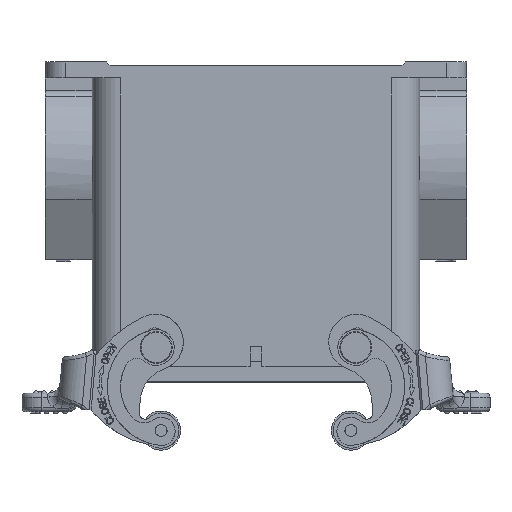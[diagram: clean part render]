
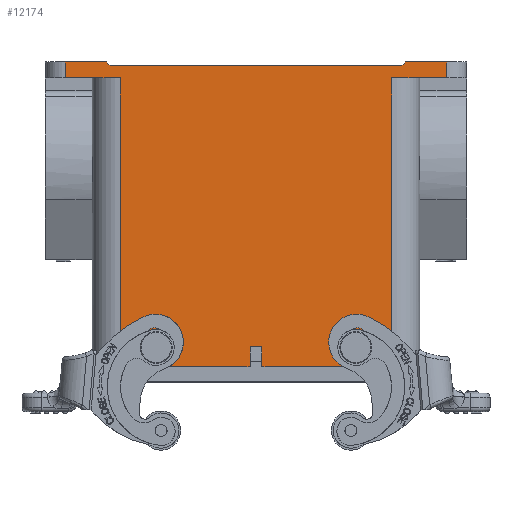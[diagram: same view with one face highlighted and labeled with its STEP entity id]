
A CAD part, front view. The second image highlights one B-rep face of the part: STEP entity #12174.
In plain terms, the highlighted planar face has unit normal (0, -1, 0).
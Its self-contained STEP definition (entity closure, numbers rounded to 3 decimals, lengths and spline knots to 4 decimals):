
#8591=FACE_BOUND('',#16108,.T.);
#8592=FACE_BOUND('',#16109,.T.);
#8593=FACE_BOUND('',#16110,.T.);
#11088=CIRCLE('',#37742,0.0906);
#11089=CIRCLE('',#37743,0.0906);
#11090=CIRCLE('',#37744,0.0906);
#11091=CIRCLE('',#37745,0.0906);
#12174=ADVANCED_FACE('',(#8591,#8592,#8593),#13575,.F.);
#13575=PLANE('',#37746);
#16108=EDGE_LOOP('',(#20000,#20001,#20002,#20003,#20004,#20005,#20006,#20007,
#20008,#20009,#20010,#20011,#20012,#20013,#20014,#20015));
#16109=EDGE_LOOP('',(#20016,#20017));
#16110=EDGE_LOOP('',(#20018,#20019));
#20000=ORIENTED_EDGE('',*,*,#30159,.F.);
#20001=ORIENTED_EDGE('',*,*,#30160,.F.);
#20002=ORIENTED_EDGE('',*,*,#30161,.F.);
#20003=ORIENTED_EDGE('',*,*,#30162,.F.);
#20004=ORIENTED_EDGE('',*,*,#30163,.F.);
#20005=ORIENTED_EDGE('',*,*,#30164,.T.);
#20006=ORIENTED_EDGE('',*,*,#30165,.F.);
#20007=ORIENTED_EDGE('',*,*,#30166,.T.);
#20008=ORIENTED_EDGE('',*,*,#30167,.T.);
#20009=ORIENTED_EDGE('',*,*,#30129,.T.);
#20010=ORIENTED_EDGE('',*,*,#30144,.T.);
#20011=ORIENTED_EDGE('',*,*,#30168,.T.);
#20012=ORIENTED_EDGE('',*,*,#30169,.T.);
#20013=ORIENTED_EDGE('',*,*,#30170,.T.);
#20014=ORIENTED_EDGE('',*,*,#30171,.T.);
#20015=ORIENTED_EDGE('',*,*,#30172,.T.);
#20016=ORIENTED_EDGE('',*,*,#30173,.T.);
#20017=ORIENTED_EDGE('',*,*,#30174,.T.);
#20018=ORIENTED_EDGE('',*,*,#30175,.T.);
#20019=ORIENTED_EDGE('',*,*,#30176,.T.);
#26879=VERTEX_POINT('',#53001);
#26880=VERTEX_POINT('',#53003);
#26889=VERTEX_POINT('',#53035);
#26895=VERTEX_POINT('',#53065);
#26896=VERTEX_POINT('',#53066);
#26897=VERTEX_POINT('',#53068);
#26898=VERTEX_POINT('',#53070);
#26899=VERTEX_POINT('',#53072);
#26900=VERTEX_POINT('',#53074);
#26901=VERTEX_POINT('',#53076);
#26902=VERTEX_POINT('',#53078);
#26903=VERTEX_POINT('',#53080);
#26904=VERTEX_POINT('',#53083);
#26905=VERTEX_POINT('',#53085);
#26906=VERTEX_POINT('',#53087);
#26907=VERTEX_POINT('',#53089);
#26908=VERTEX_POINT('',#53092);
#26909=VERTEX_POINT('',#53093);
#26910=VERTEX_POINT('',#53096);
#26911=VERTEX_POINT('',#53097);
#30129=EDGE_CURVE('',#26880,#26879,#33668,.T.);
#30144=EDGE_CURVE('',#26879,#26889,#33675,.T.);
#30159=EDGE_CURVE('',#26895,#26896,#33687,.T.);
#30160=EDGE_CURVE('',#26897,#26895,#33688,.T.);
#30161=EDGE_CURVE('',#26898,#26897,#33689,.T.);
#30162=EDGE_CURVE('',#26899,#26898,#33690,.T.);
#30163=EDGE_CURVE('',#26900,#26899,#33691,.T.);
#30164=EDGE_CURVE('',#26900,#26901,#33692,.T.);
#30165=EDGE_CURVE('',#26902,#26901,#33693,.T.);
#30166=EDGE_CURVE('',#26902,#26903,#33694,.T.);
#30167=EDGE_CURVE('',#26903,#26880,#33695,.T.);
#30168=EDGE_CURVE('',#26889,#26904,#33696,.T.);
#30169=EDGE_CURVE('',#26904,#26905,#33697,.T.);
#30170=EDGE_CURVE('',#26905,#26906,#33698,.T.);
#30171=EDGE_CURVE('',#26906,#26907,#33699,.T.);
#30172=EDGE_CURVE('',#26907,#26896,#33700,.T.);
#30173=EDGE_CURVE('',#26908,#26909,#11088,.T.);
#30174=EDGE_CURVE('',#26909,#26908,#11089,.T.);
#30175=EDGE_CURVE('',#26910,#26911,#11090,.T.);
#30176=EDGE_CURVE('',#26911,#26910,#11091,.T.);
#33668=LINE('',#53002,#35687);
#33675=LINE('',#53036,#35694);
#33687=LINE('',#53064,#35706);
#33688=LINE('',#53067,#35707);
#33689=LINE('',#53069,#35708);
#33690=LINE('',#53071,#35709);
#33691=LINE('',#53073,#35710);
#33692=LINE('',#53075,#35711);
#33693=LINE('',#53077,#35712);
#33694=LINE('',#53079,#35713);
#33695=LINE('',#53081,#35714);
#33696=LINE('',#53082,#35715);
#33697=LINE('',#53084,#35716);
#33698=LINE('',#53086,#35717);
#33699=LINE('',#53088,#35718);
#33700=LINE('',#53090,#35719);
#35687=VECTOR('',#41624,1.);
#35694=VECTOR('',#41653,1.);
#35706=VECTOR('',#41687,1.);
#35707=VECTOR('',#41688,1.);
#35708=VECTOR('',#41689,1.);
#35709=VECTOR('',#41690,1.);
#35710=VECTOR('',#41691,1.);
#35711=VECTOR('',#41692,1.);
#35712=VECTOR('',#41693,1.);
#35713=VECTOR('',#41694,1.);
#35714=VECTOR('',#41695,1.);
#35715=VECTOR('',#41696,1.);
#35716=VECTOR('',#41697,1.);
#35717=VECTOR('',#41698,1.);
#35718=VECTOR('',#41699,1.);
#35719=VECTOR('',#41700,1.);
#37742=AXIS2_PLACEMENT_3D('',#53091,#41701,#41702);
#37743=AXIS2_PLACEMENT_3D('',#53094,#41703,#41704);
#37744=AXIS2_PLACEMENT_3D('',#53095,#41705,#41706);
#37745=AXIS2_PLACEMENT_3D('',#53098,#41707,#41708);
#37746=AXIS2_PLACEMENT_3D('',#53099,#41709,#41710);
#41624=DIRECTION('',(1.,0.,0.));
#41653=DIRECTION('',(0.,0.,-1.));
#41687=DIRECTION('',(0.,0.,-1.));
#41688=DIRECTION('',(-1.,0.,0.));
#41689=DIRECTION('',(0.,0.,-1.));
#41690=DIRECTION('',(1.,0.,0.));
#41691=DIRECTION('',(0.707,0.,0.707));
#41692=DIRECTION('',(-1.,0.,0.));
#41693=DIRECTION('',(0.707,0.,-0.707));
#41694=DIRECTION('',(-1.,0.,0.));
#41695=DIRECTION('',(0.,0.,-1.));
#41696=DIRECTION('',(1.,0.,0.));
#41697=DIRECTION('',(0.,0.,1.));
#41698=DIRECTION('',(1.,0.,0.));
#41699=DIRECTION('',(0.,0.,-1.));
#41700=DIRECTION('',(1.,0.,0.));
#41701=DIRECTION('',(0.,1.,0.));
#41702=DIRECTION('',(0.,0.,1.));
#41703=DIRECTION('',(0.,1.,0.));
#41704=DIRECTION('',(0.,0.,1.));
#41705=DIRECTION('',(0.,1.,0.));
#41706=DIRECTION('',(0.,0.,1.));
#41707=DIRECTION('',(0.,1.,0.));
#41708=DIRECTION('',(0.,0.,1.));
#41709=DIRECTION('',(0.,1.,0.));
#41710=DIRECTION('',(0.,0.,1.));
#53001=CARTESIAN_POINT('',(0.748,-0.0098,-0.1575));
#53002=CARTESIAN_POINT('',(2.0866,-0.0098,-0.1575));
#53003=CARTESIAN_POINT('',(0.2067,-0.0098,-0.1575));
#53035=CARTESIAN_POINT('',(0.748,-0.0098,-3.0048));
#53036=CARTESIAN_POINT('',(0.748,-0.0098,-1.5024));
#53064=CARTESIAN_POINT('',(3.4252,-0.0098,-0.1575));
#53065=CARTESIAN_POINT('',(3.4252,-0.0098,-0.1575));
#53066=CARTESIAN_POINT('',(3.4252,-0.0098,-3.0048));
#53067=CARTESIAN_POINT('',(3.7992,-0.0098,-0.1575));
#53068=CARTESIAN_POINT('',(3.9665,-0.0098,-0.1575));
#53069=CARTESIAN_POINT('',(3.9665,-0.0098,0.));
#53070=CARTESIAN_POINT('',(3.9665,-0.0098,0.));
#53071=CARTESIAN_POINT('',(2.0866,-0.0098,0.));
#53072=CARTESIAN_POINT('',(3.563,-0.0098,0.));
#53073=CARTESIAN_POINT('',(2.0736,-0.0098,-1.4894));
#53074=CARTESIAN_POINT('',(3.5236,-0.0098,-0.0394));
#53075=CARTESIAN_POINT('',(2.0866,-0.0098,-0.0394));
#53076=CARTESIAN_POINT('',(0.6496,-0.0098,-0.0394));
#53077=CARTESIAN_POINT('',(2.0996,-0.0098,-1.4894));
#53078=CARTESIAN_POINT('',(0.6102,-0.0098,0.));
#53079=CARTESIAN_POINT('',(0.3051,-0.0098,0.));
#53080=CARTESIAN_POINT('',(0.2067,-0.0098,0.));
#53081=CARTESIAN_POINT('',(0.2067,-0.0098,0.));
#53082=CARTESIAN_POINT('',(2.0866,-0.0098,-3.0048));
#53083=CARTESIAN_POINT('',(2.0276,-0.0098,-3.0048));
#53084=CARTESIAN_POINT('',(2.0276,-0.0098,-2.9064));
#53085=CARTESIAN_POINT('',(2.0276,-0.0098,-2.808));
#53086=CARTESIAN_POINT('',(2.0866,-0.0098,-2.808));
#53087=CARTESIAN_POINT('',(2.1457,-0.0098,-2.808));
#53088=CARTESIAN_POINT('',(2.1457,-0.0098,-1.5024));
#53089=CARTESIAN_POINT('',(2.1457,-0.0098,-3.0048));
#53090=CARTESIAN_POINT('',(2.8345,-0.0098,-3.0048));
#53091=CARTESIAN_POINT('',(3.0709,-0.0098,-2.815));
#53092=CARTESIAN_POINT('',(3.1611,-0.0098,-2.8071));
#53093=CARTESIAN_POINT('',(2.9807,-0.0098,-2.8229));
#53094=CARTESIAN_POINT('',(3.0709,-0.0098,-2.815));
#53095=CARTESIAN_POINT('',(1.1024,-0.0098,-2.815));
#53096=CARTESIAN_POINT('',(1.1926,-0.0098,-2.8229));
#53097=CARTESIAN_POINT('',(1.0122,-0.0098,-2.8071));
#53098=CARTESIAN_POINT('',(1.1024,-0.0098,-2.815));
#53099=CARTESIAN_POINT('',(2.0866,-0.0098,-1.5024));
